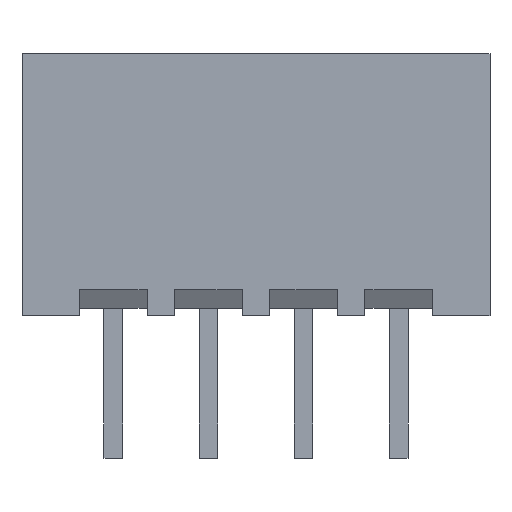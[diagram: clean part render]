
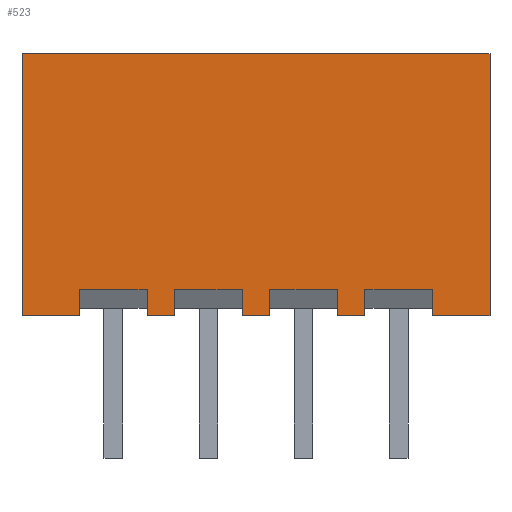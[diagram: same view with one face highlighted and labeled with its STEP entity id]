
A CAD part, front view. The second image highlights one B-rep face of the part: STEP entity #523.
In plain terms, the highlighted planar face has unit normal (0, -1, 0).
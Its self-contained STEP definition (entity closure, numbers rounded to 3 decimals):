
#523=ADVANCED_FACE('',(#1331),#1333,.F.);
#1331=FACE_BOUND('',#1332,.T.);
#1332=EDGE_LOOP('',(#1917,#1918,#1919,#1920,#1921,#1922,#1923,#1924,#1925,#1926,
#1927,#1928,#1929,#1930,#1931,#1932,#1933,#1934,#1935,#1936));
#1333=PLANE('',#1334);
#1334=AXIS2_PLACEMENT_3D('',#1335,#1336,#1337);
#1335=CARTESIAN_POINT('',(-6.25,-2.9,7.));
#1336=DIRECTION('',(0.,1.,0.));
#1337=DIRECTION('',(0.,-0.,1.));
#1917=ORIENTED_EDGE('',*,*,#2329,.F.);
#1918=ORIENTED_EDGE('',*,*,#2324,.T.);
#1919=ORIENTED_EDGE('',*,*,#2333,.T.);
#1920=ORIENTED_EDGE('',*,*,#2335,.T.);
#1921=ORIENTED_EDGE('',*,*,#2317,.F.);
#1922=ORIENTED_EDGE('',*,*,#2312,.T.);
#1923=ORIENTED_EDGE('',*,*,#2321,.T.);
#1924=ORIENTED_EDGE('',*,*,#2336,.T.);
#1925=ORIENTED_EDGE('',*,*,#2305,.F.);
#1926=ORIENTED_EDGE('',*,*,#2300,.T.);
#1927=ORIENTED_EDGE('',*,*,#2309,.T.);
#1928=ORIENTED_EDGE('',*,*,#2337,.T.);
#1929=ORIENTED_EDGE('',*,*,#2293,.F.);
#1930=ORIENTED_EDGE('',*,*,#2288,.T.);
#1931=ORIENTED_EDGE('',*,*,#2297,.T.);
#1932=ORIENTED_EDGE('',*,*,#2338,.T.);
#1933=ORIENTED_EDGE('',*,*,#2339,.F.);
#1934=ORIENTED_EDGE('',*,*,#2340,.F.);
#1935=ORIENTED_EDGE('',*,*,#2341,.T.);
#1936=ORIENTED_EDGE('',*,*,#2342,.T.);
#2288=EDGE_CURVE('',#2607,#2605,#2608,.T.);
#2293=EDGE_CURVE('',#2607,#2610,#2616,.T.);
#2297=EDGE_CURVE('',#2605,#2621,#2623,.T.);
#2300=EDGE_CURVE('',#2627,#2625,#2628,.T.);
#2305=EDGE_CURVE('',#2627,#2630,#2636,.T.);
#2309=EDGE_CURVE('',#2625,#2641,#2643,.T.);
#2312=EDGE_CURVE('',#2647,#2645,#2648,.T.);
#2317=EDGE_CURVE('',#2647,#2650,#2656,.T.);
#2321=EDGE_CURVE('',#2645,#2661,#2663,.T.);
#2324=EDGE_CURVE('',#2667,#2665,#2668,.T.);
#2329=EDGE_CURVE('',#2667,#2670,#2676,.T.);
#2333=EDGE_CURVE('',#2665,#2681,#2683,.T.);
#2335=EDGE_CURVE('',#2681,#2650,#2685,.T.);
#2336=EDGE_CURVE('',#2661,#2630,#2686,.T.);
#2337=EDGE_CURVE('',#2641,#2610,#2687,.T.);
#2338=EDGE_CURVE('',#2621,#2688,#2689,.T.);
#2339=EDGE_CURVE('',#2690,#2688,#2691,.T.);
#2340=EDGE_CURVE('',#2692,#2690,#2693,.T.);
#2341=EDGE_CURVE('',#2692,#2694,#2695,.T.);
#2342=EDGE_CURVE('',#2694,#2670,#2696,.T.);
#2605=VERTEX_POINT('',#3199);
#2607=VERTEX_POINT('',#3203);
#2608=LINE('',#3204,#3205);
#2610=VERTEX_POINT('',#3210);
#2616=LINE('',#3222,#3223);
#2621=VERTEX_POINT('',#3233);
#2623=LINE('',#3237,#3238);
#2625=VERTEX_POINT('',#3243);
#2627=VERTEX_POINT('',#3247);
#2628=LINE('',#3248,#3249);
#2630=VERTEX_POINT('',#3254);
#2636=LINE('',#3266,#3267);
#2641=VERTEX_POINT('',#3277);
#2643=LINE('',#3281,#3282);
#2645=VERTEX_POINT('',#3287);
#2647=VERTEX_POINT('',#3291);
#2648=LINE('',#3292,#3293);
#2650=VERTEX_POINT('',#3298);
#2656=LINE('',#3310,#3311);
#2661=VERTEX_POINT('',#3321);
#2663=LINE('',#3325,#3326);
#2665=VERTEX_POINT('',#3331);
#2667=VERTEX_POINT('',#3335);
#2668=LINE('',#3336,#3337);
#2670=VERTEX_POINT('',#3342);
#2676=LINE('',#3354,#3355);
#2681=VERTEX_POINT('',#3365);
#2683=LINE('',#3369,#3370);
#2685=LINE('',#3375,#3376);
#2686=LINE('',#3378,#3379);
#2687=LINE('',#3381,#3382);
#2688=VERTEX_POINT('',#3384);
#2689=LINE('',#3385,#3386);
#2690=VERTEX_POINT('',#3388);
#2691=LINE('',#3389,#3390);
#2692=VERTEX_POINT('',#3392);
#2693=LINE('',#3393,#3394);
#2694=VERTEX_POINT('',#3396);
#2695=LINE('',#3397,#3398);
#2696=LINE('',#3400,#3401);
#3199=CARTESIAN_POINT('',(4.71,-2.9,0.7));
#3203=CARTESIAN_POINT('',(2.91,-2.9,0.7));
#3204=CARTESIAN_POINT('',(2.91,-2.9,0.7));
#3205=VECTOR('',#3206,1.);
#3206=DIRECTION('',(1.,0.,0.));
#3210=CARTESIAN_POINT('',(2.91,-2.9,0.));
#3222=CARTESIAN_POINT('',(2.91,-2.9,0.7));
#3223=VECTOR('',#3224,1.);
#3224=DIRECTION('',(0.,0.,-1.));
#3233=CARTESIAN_POINT('',(4.71,-2.9,-0.));
#3237=CARTESIAN_POINT('',(4.71,-2.9,0.7));
#3238=VECTOR('',#3239,1.);
#3239=DIRECTION('',(0.,0.,-1.));
#3243=CARTESIAN_POINT('',(2.17,-2.9,0.7));
#3247=CARTESIAN_POINT('',(0.37,-2.9,0.7));
#3248=CARTESIAN_POINT('',(0.37,-2.9,0.7));
#3249=VECTOR('',#3250,1.);
#3250=DIRECTION('',(1.,0.,0.));
#3254=CARTESIAN_POINT('',(0.37,-2.9,0.));
#3266=CARTESIAN_POINT('',(0.37,-2.9,0.7));
#3267=VECTOR('',#3268,1.);
#3268=DIRECTION('',(0.,0.,-1.));
#3277=CARTESIAN_POINT('',(2.17,-2.9,-0.));
#3281=CARTESIAN_POINT('',(2.17,-2.9,0.7));
#3282=VECTOR('',#3283,1.);
#3283=DIRECTION('',(0.,0.,-1.));
#3287=CARTESIAN_POINT('',(-0.37,-2.9,0.7));
#3291=CARTESIAN_POINT('',(-2.17,-2.9,0.7));
#3292=CARTESIAN_POINT('',(-2.17,-2.9,0.7));
#3293=VECTOR('',#3294,1.);
#3294=DIRECTION('',(1.,0.,0.));
#3298=CARTESIAN_POINT('',(-2.17,-2.9,0.));
#3310=CARTESIAN_POINT('',(-2.17,-2.9,0.7));
#3311=VECTOR('',#3312,1.);
#3312=DIRECTION('',(0.,0.,-1.));
#3321=CARTESIAN_POINT('',(-0.37,-2.9,0.));
#3325=CARTESIAN_POINT('',(-0.37,-2.9,0.7));
#3326=VECTOR('',#3327,1.);
#3327=DIRECTION('',(0.,0.,-1.));
#3331=CARTESIAN_POINT('',(-2.91,-2.9,0.7));
#3335=CARTESIAN_POINT('',(-4.71,-2.9,0.7));
#3336=CARTESIAN_POINT('',(-4.71,-2.9,0.7));
#3337=VECTOR('',#3338,1.);
#3338=DIRECTION('',(1.,0.,0.));
#3342=CARTESIAN_POINT('',(-4.71,-2.9,0.));
#3354=CARTESIAN_POINT('',(-4.71,-2.9,0.7));
#3355=VECTOR('',#3356,1.);
#3356=DIRECTION('',(0.,0.,-1.));
#3365=CARTESIAN_POINT('',(-2.91,-2.9,0.));
#3369=CARTESIAN_POINT('',(-2.91,-2.9,0.7));
#3370=VECTOR('',#3371,1.);
#3371=DIRECTION('',(0.,0.,-1.));
#3375=CARTESIAN_POINT('',(-2.91,-2.9,0.));
#3376=VECTOR('',#3377,1.);
#3377=DIRECTION('',(1.,0.,0.));
#3378=CARTESIAN_POINT('',(-0.37,-2.9,0.));
#3379=VECTOR('',#3380,1.);
#3380=DIRECTION('',(1.,0.,0.));
#3381=CARTESIAN_POINT('',(2.17,-2.9,0.));
#3382=VECTOR('',#3383,1.);
#3383=DIRECTION('',(1.,0.,0.));
#3384=CARTESIAN_POINT('',(6.25,-2.9,0.));
#3385=CARTESIAN_POINT('',(4.71,-2.9,0.));
#3386=VECTOR('',#3387,1.);
#3387=DIRECTION('',(1.,0.,0.));
#3388=CARTESIAN_POINT('',(6.25,-2.9,7.));
#3389=CARTESIAN_POINT('',(6.25,-2.9,7.));
#3390=VECTOR('',#3391,1.);
#3391=DIRECTION('',(0.,0.,-1.));
#3392=CARTESIAN_POINT('',(-6.25,-2.9,7.));
#3393=CARTESIAN_POINT('',(-6.25,-2.9,7.));
#3394=VECTOR('',#3395,1.);
#3395=DIRECTION('',(1.,0.,0.));
#3396=CARTESIAN_POINT('',(-6.25,-2.9,0.));
#3397=CARTESIAN_POINT('',(-6.25,-2.9,7.));
#3398=VECTOR('',#3399,1.);
#3399=DIRECTION('',(0.,0.,-1.));
#3400=CARTESIAN_POINT('',(-6.25,-2.9,0.));
#3401=VECTOR('',#3402,1.);
#3402=DIRECTION('',(1.,0.,0.));
